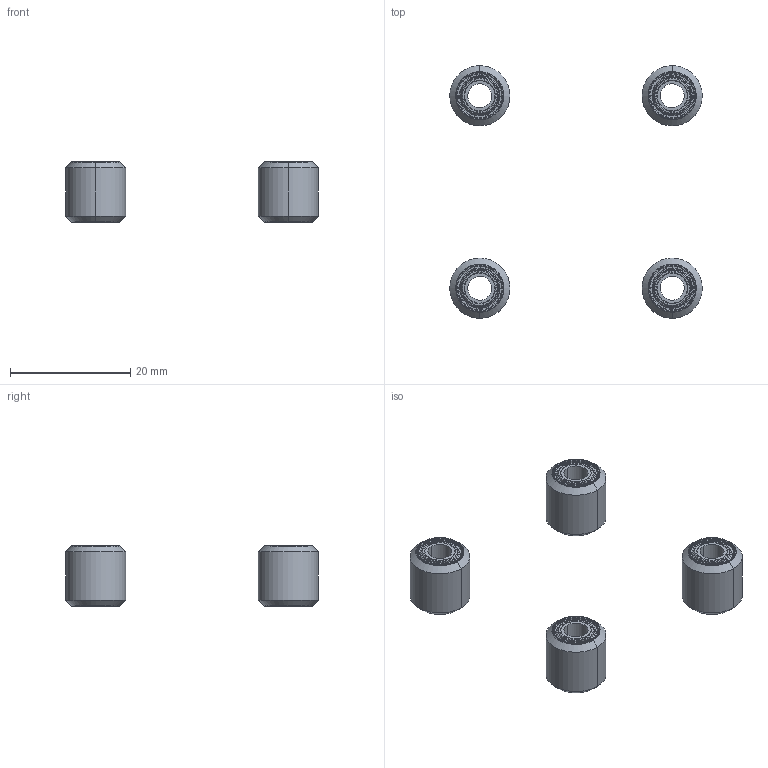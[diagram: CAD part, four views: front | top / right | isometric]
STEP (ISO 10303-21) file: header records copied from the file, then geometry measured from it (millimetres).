
FILE_DESCRIPTION (( 'STEP AP203' ), '1' );
FILE_NAME ('3205-0001-0004.STEP', '2018-08-08T20:23:01', ( '' ), ( '' ), 'SwSTEP 2.0', 'SolidWorks 2016', '' );
FILE_SCHEMA (( 'CONFIG_CONTROL_DESIGN' ));
Length unit declared in the file: millimetre
Products named in the file (5): 1502-0005-0100; 3600-0005-1010; 1600-0208-0005; 3600-0005-1010 Assembly; 3205-0001-0004
Assembly tree (11 placements, depth 3):
  3205-0001-0004
    3600-0005-1010 Assembly  x4
      3600-0005-1010
      1600-0208-0005
    1502-0005-0100  x4
Bounding box: 42 x 42 x 10 mm (x, y, z)
Volume: 2231.6 mm3; surface area: 5524.9 mm2
Topology: 32 solids, 32 shells, 720 faces, 1408 edges, 832 vertices
Faces by surface type: cylinder 208, cone 208, torus 160, plane 144
Entity records: 3343 total; most frequent: DIRECTION 562, CARTESIAN_POINT 427, ORIENTED_EDGE 392, AXIS2_PLACEMENT_3D 251, EDGE_CURVE 196, CIRCLE 136, VERTEX_POINT 116, EDGE_LOOP 116
